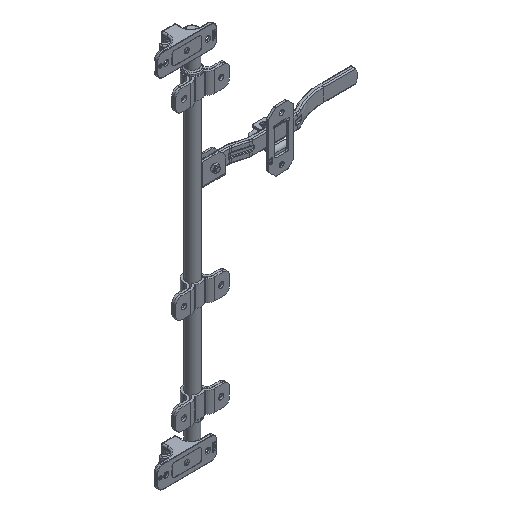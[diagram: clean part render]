
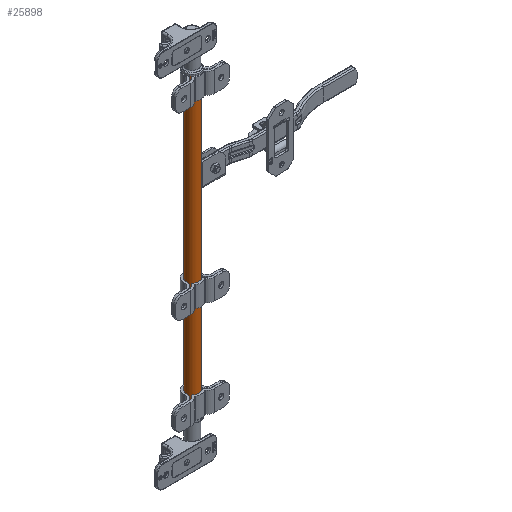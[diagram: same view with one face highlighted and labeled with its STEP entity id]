
A CAD part, isometric view. The second image highlights one B-rep face of the part: STEP entity #25898.
In plain terms, the highlighted cylindrical face has radius 13.335 mm (diameter 26.67 mm), a full revolution.
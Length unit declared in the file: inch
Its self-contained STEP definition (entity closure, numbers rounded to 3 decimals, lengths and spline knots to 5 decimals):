
#3611=FACE_OUTER_BOUND('',#5128,.T.);
#5128=EDGE_LOOP('',(#17911,#17912,#17913,#17914));
#6755=LINE('',#36072,#8730);
#8730=VECTOR('',#29677,0.525);
#10706=CIRCLE('',#27453,0.525);
#10707=CIRCLE('',#27455,0.525);
#11700=VERTEX_POINT('',#36067);
#11701=VERTEX_POINT('',#36070);
#14089=EDGE_CURVE('',#11700,#11700,#10706,.T.);
#14090=EDGE_CURVE('',#11701,#11701,#10707,.T.);
#14091=EDGE_CURVE('',#11701,#11700,#6755,.T.);
#17911=ORIENTED_EDGE('',*,*,#14090,.F.);
#17912=ORIENTED_EDGE('',*,*,#14091,.T.);
#17913=ORIENTED_EDGE('',*,*,#14089,.F.);
#17914=ORIENTED_EDGE('',*,*,#14091,.F.);
#25544=CYLINDRICAL_SURFACE('',#27454,0.525);
#25898=ADVANCED_FACE('',(#3611),#25544,.T.);
#27453=AXIS2_PLACEMENT_3D('',#36068,#29671,#29672);
#27454=AXIS2_PLACEMENT_3D('',#36069,#29673,#29674);
#27455=AXIS2_PLACEMENT_3D('',#36071,#29675,#29676);
#29671=DIRECTION('center_axis',(0.,0.,-1.));
#29672=DIRECTION('ref_axis',(-1.,0.,0.));
#29673=DIRECTION('center_axis',(0.,0.,1.));
#29674=DIRECTION('ref_axis',(-1.,0.,0.));
#29675=DIRECTION('center_axis',(0.,0.,1.));
#29676=DIRECTION('ref_axis',(-1.,0.,0.));
#29677=DIRECTION('',(0.,0.,-1.));
#36067=CARTESIAN_POINT('',(0.525,0.,-12.5));
#36068=CARTESIAN_POINT('Origin',(0.,0.,-12.5));
#36069=CARTESIAN_POINT('Origin',(0.,0.,0.));
#36070=CARTESIAN_POINT('',(0.525,0.,12.5));
#36071=CARTESIAN_POINT('Origin',(0.,0.,12.5));
#36072=CARTESIAN_POINT('',(0.525,0.,0.));
